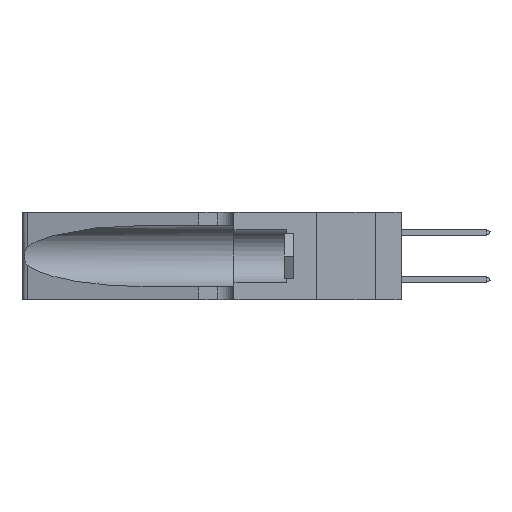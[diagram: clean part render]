
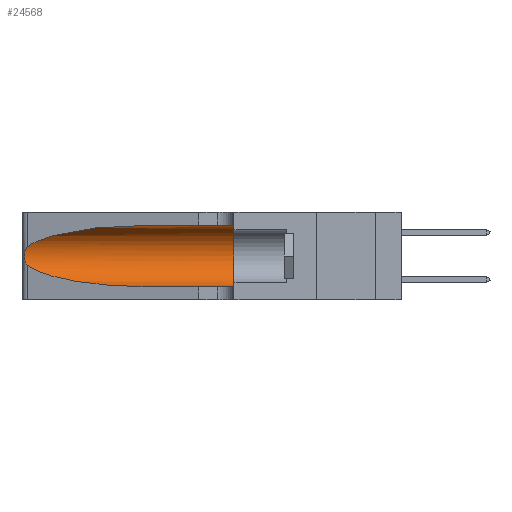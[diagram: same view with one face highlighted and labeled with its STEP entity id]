
A CAD part, left-side view. The second image highlights one B-rep face of the part: STEP entity #24568.
In plain terms, the highlighted cylindrical face has radius 3.308 mm (diameter 6.617 mm), a partial arc.
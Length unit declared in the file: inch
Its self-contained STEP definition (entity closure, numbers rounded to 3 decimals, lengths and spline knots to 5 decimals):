
#135 = CARTESIAN_POINT ( 'NONE',  ( 0.1305, 0.35, 0.05475 ) ) ;
#619 = CARTESIAN_POINT ( 'NONE',  ( 0.25787, 1.23484, 0.2124 ) ) ;
#847 = ORIENTED_EDGE ( 'NONE', *, *, #12459, .F. ) ;
#980 = EDGE_CURVE ( 'NONE', #19089, #20756, #23708, .T. ) ;
#2562 = CARTESIAN_POINT ( 'NONE',  ( 0.25487, 1.22718, 0.14631 ) ) ;
#2907 = CARTESIAN_POINT ( 'NONE',  ( 0.26018, 1.23835, 0.19895 ) ) ;
#3071 = VERTEX_POINT ( 'NONE', #18830 ) ;
#3482 = DIRECTION ( 'NONE',  ( 0., -1., 0. ) ) ;
#4193 = ORIENTED_EDGE ( 'NONE', *, *, #9758, .T. ) ;
#4438 = EDGE_CURVE ( 'NONE', #17647, #21358, #12048, .T. ) ;
#4629 = LINE ( 'NONE', #4884, #26794 ) ;
#4767 = CYLINDRICAL_SURFACE ( 'NONE', #5802, 0.13025 ) ;
#4884 = CARTESIAN_POINT ( 'NONE',  ( 0.1305, 1.61858, 0.31525 ) ) ;
#5198 = CARTESIAN_POINT ( 'NONE',  ( 0.26075, 1.23896, 0.178 ) ) ;
#5802 = AXIS2_PLACEMENT_3D ( 'NONE', #23507, #3482, #10214 ) ;
#6763 = EDGE_LOOP ( 'NONE', ( #10583, #4193, #13876, #28644, #8200, #847 ) ) ;
#7393 = CARTESIAN_POINT ( 'NONE',  ( 0.25856, 1.23593, 0.16098 ) ) ;
#8162 = CARTESIAN_POINT ( 'NONE',  ( 0.1305, 1.61858, 0.05475 ) ) ;
#8200 = ORIENTED_EDGE ( 'NONE', *, *, #4438, .F. ) ;
#8537 = VERTEX_POINT ( 'NONE', #2562 ) ;
#9651 = CARTESIAN_POINT ( 'NONE',  ( 0.25639, 1.23186, 0.15144 ) ) ;
#9758 = EDGE_CURVE ( 'NONE', #20756, #8537, #20554, .T. ) ;
#9843 = CARTESIAN_POINT ( 'NONE',  ( 0.2373, 1.15595, 0.28018 ) ) ;
#9993 = DIRECTION ( 'NONE',  ( 0., 1., 0. ) ) ;
#10214 = DIRECTION ( 'NONE',  ( 0., 0., -1. ) ) ;
#10583 = ORIENTED_EDGE ( 'NONE', *, *, #980, .T. ) ;
#10918 = CARTESIAN_POINT ( 'NONE',  ( 0.25487, 1.22718, 0.14631 ) ) ;
#11012 = CARTESIAN_POINT ( 'NONE',  ( 0.1305, 0.72297, 0.05475 ) ) ;
#11896 = CARTESIAN_POINT ( 'NONE',  ( 0.25487, 1.22718, 0.14631 ) ) ;
#12048 = CIRCLE ( 'NONE', #26093, 0.13025 ) ;
#12459 = EDGE_CURVE ( 'NONE', #19089, #17647, #4629, .T. ) ;
#13696 = CARTESIAN_POINT ( 'NONE',  ( 0.25487, 1.22718, 0.22369 ) ) ;
#13876 = ORIENTED_EDGE ( 'NONE', *, *, #14179, .T. ) ;
#14040 = CARTESIAN_POINT ( 'NONE',  ( 0.25639, 1.23184, 0.21858 ) ) ;
#14179 = EDGE_CURVE ( 'NONE', #8537, #3071, #25813, .T. ) ;
#15192 = LINE ( 'NONE', #8162, #18675 ) ;
#15959 = DIRECTION ( 'NONE',  ( 0., -1., 0. ) ) ;
#16283 = CARTESIAN_POINT ( 'NONE',  ( 0.25854, 1.2359, 0.20912 ) ) ;
#16614 = FACE_OUTER_BOUND ( 'NONE', #6763, .T. ) ;
#17205 = CARTESIAN_POINT ( 'NONE',  ( 0.1305, 0.72297, 0.31525 ) ) ;
#17647 = VERTEX_POINT ( 'NONE', #19689 ) ;
#18520 = CARTESIAN_POINT ( 'NONE',  ( 0.26075, 1.23896, 0.19203 ) ) ;
#18675 = VECTOR ( 'NONE', #25898, 39.37008 ) ;
#18830 = CARTESIAN_POINT ( 'NONE',  ( 0.1305, 0.72297, 0.05475 ) ) ;
#19089 = VERTEX_POINT ( 'NONE', #28622 ) ;
#19689 = CARTESIAN_POINT ( 'NONE',  ( 0.1305, 0.35, 0.31525 ) ) ;
#20554 = B_SPLINE_CURVE_WITH_KNOTS ( 'NONE', 3,
 ( #25061, #27267, #14040, #619, #16283, #2907, #18520, #5198, #20740, #7393, #22955, #9651, #25163, #11896 ),
 .UNSPECIFIED., .F., .F.,
 ( 4, 2, 2, 2, 2, 2, 4 ),
 ( 0., 0.00027, 0.00053, 0.00107, 0.0016, 0.00187, 0.00214 ),
 .UNSPECIFIED. ) ;
#20740 = CARTESIAN_POINT ( 'NONE',  ( 0.26017, 1.23833, 0.17102 ) ) ;
#20756 = VERTEX_POINT ( 'NONE', #13696 ) ;
#21358 = VERTEX_POINT ( 'NONE', #135 ) ;
#22058 = CARTESIAN_POINT ( 'NONE',  ( 0.2373, 1.15595, 0.08982 ) ) ;
#22955 = CARTESIAN_POINT ( 'NONE',  ( 0.25789, 1.23486, 0.15765 ) ) ;
#23280 = CARTESIAN_POINT ( 'NONE',  ( 0.1305, 0.35, 0.185 ) ) ;
#23507 = CARTESIAN_POINT ( 'NONE',  ( 0.1305, 1.61858, 0.185 ) ) ;
#23708 =( BOUNDED_CURVE ( )  B_SPLINE_CURVE ( 3, ( #17205, #28001, #9843, #26590 ),
 .UNSPECIFIED., .F., .F. ) 
 B_SPLINE_CURVE_WITH_KNOTS ( ( 4, 4 ),
 ( 1.5708, 2.84003 ),
 .UNSPECIFIED. ) 
 CURVE ( )  GEOMETRIC_REPRESENTATION_ITEM ( )  RATIONAL_B_SPLINE_CURVE ( ( 1., 0.87, 0.87, 1. ) ) 
 REPRESENTATION_ITEM ( '' )  );
#24294 = CARTESIAN_POINT ( 'NONE',  ( 0.18966, 0.96281, 0.05475 ) ) ;
#24568 = ADVANCED_FACE ( 'NONE', ( #16614 ), #4767, .F. ) ;
#24661 = EDGE_CURVE ( 'NONE', #3071, #21358, #15192, .T. ) ;
#25061 = CARTESIAN_POINT ( 'NONE',  ( 0.25487, 1.22718, 0.22369 ) ) ;
#25163 = CARTESIAN_POINT ( 'NONE',  ( 0.25555, 1.22993, 0.14849 ) ) ;
#25485 = DIRECTION ( 'NONE',  ( 0., 0., 1. ) ) ;
#25813 =( BOUNDED_CURVE ( )  B_SPLINE_CURVE ( 3, ( #10918, #22058, #24294, #11012 ),
 .UNSPECIFIED., .F., .F. ) 
 B_SPLINE_CURVE_WITH_KNOTS ( ( 4, 4 ),
 ( 3.44316, 4.71239 ),
 .UNSPECIFIED. ) 
 CURVE ( )  GEOMETRIC_REPRESENTATION_ITEM ( )  RATIONAL_B_SPLINE_CURVE ( ( 1., 0.87, 0.87, 1. ) ) 
 REPRESENTATION_ITEM ( '' )  );
#25898 = DIRECTION ( 'NONE',  ( 0., -1., 0. ) ) ;
#26093 = AXIS2_PLACEMENT_3D ( 'NONE', #23280, #9993, #25485 ) ;
#26590 = CARTESIAN_POINT ( 'NONE',  ( 0.25487, 1.22718, 0.22369 ) ) ;
#26794 = VECTOR ( 'NONE', #15959, 39.37008 ) ;
#27267 = CARTESIAN_POINT ( 'NONE',  ( 0.25555, 1.22994, 0.2215 ) ) ;
#28001 = CARTESIAN_POINT ( 'NONE',  ( 0.18966, 0.96281, 0.31525 ) ) ;
#28622 = CARTESIAN_POINT ( 'NONE',  ( 0.1305, 0.72297, 0.31525 ) ) ;
#28644 = ORIENTED_EDGE ( 'NONE', *, *, #24661, .T. ) ;
